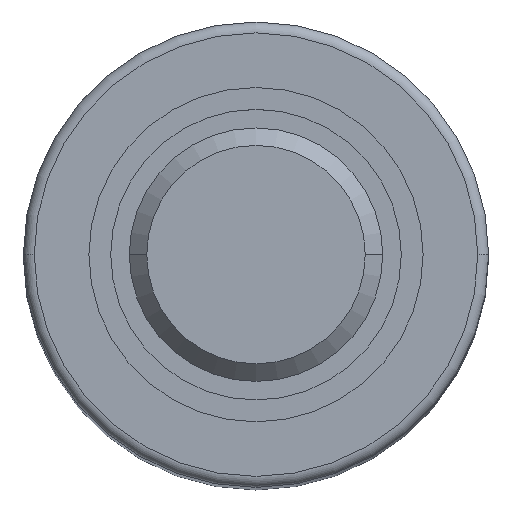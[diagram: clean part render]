
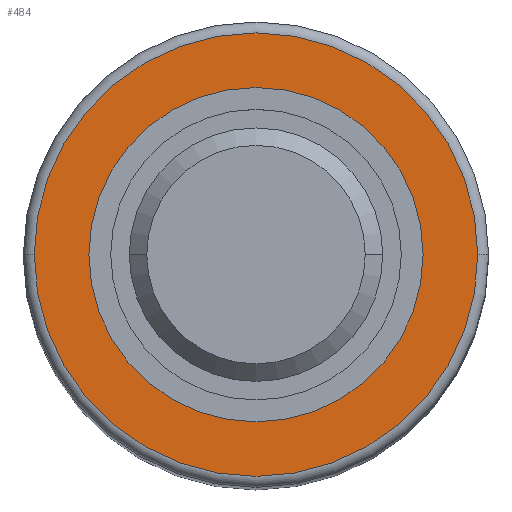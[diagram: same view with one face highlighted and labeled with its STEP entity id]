
A CAD part, top view. The second image highlights one B-rep face of the part: STEP entity #484.
In plain terms, the highlighted planar face has unit normal (0, 0, 1).
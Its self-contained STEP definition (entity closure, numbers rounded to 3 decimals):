
#32 = EDGE_CURVE ( 'NONE', #628, #176, #121, .T. ) ;
#39 = CIRCLE ( 'NONE', #440, 10.15 ) ;
#68 = CARTESIAN_POINT ( 'NONE',  ( 0., 0., 70.4 ) ) ;
#74 = ORIENTED_EDGE ( 'NONE', *, *, #32, .T. ) ;
#98 = FACE_OUTER_BOUND ( 'NONE', #435, .T. ) ;
#108 = DIRECTION ( 'NONE',  ( 1., 0., 0. ) ) ;
#109 = CARTESIAN_POINT ( 'NONE',  ( -10.15, 0., 70.4 ) ) ;
#121 = CIRCLE ( 'NONE', #538, 10.15 ) ;
#132 = DIRECTION ( 'NONE',  ( 1., 0., 0. ) ) ;
#134 = DIRECTION ( 'NONE',  ( 1., 0., 0. ) ) ;
#139 = DIRECTION ( 'NONE',  ( 0., 0., 1. ) ) ;
#142 = CARTESIAN_POINT ( 'NONE',  ( 0., 0., 70.4 ) ) ;
#157 = DIRECTION ( 'NONE',  ( 1., 0., 0. ) ) ;
#176 = VERTEX_POINT ( 'NONE', #109 ) ;
#217 = DIRECTION ( 'NONE',  ( 0., 0., 1. ) ) ;
#223 = DIRECTION ( 'NONE',  ( 0., 0., 1. ) ) ;
#225 = ORIENTED_EDGE ( 'NONE', *, *, #250, .F. ) ;
#250 = EDGE_CURVE ( 'NONE', #657, #641, #494, .T. ) ;
#275 = CARTESIAN_POINT ( 'NONE',  ( 7.65, 0., 70.4 ) ) ;
#282 = CARTESIAN_POINT ( 'NONE',  ( 10.15, 0., 70.4 ) ) ;
#303 = CIRCLE ( 'NONE', #425, 7.65 ) ;
#305 = CARTESIAN_POINT ( 'NONE',  ( -7.65, 0., 70.4 ) ) ;
#318 = FACE_BOUND ( 'NONE', #335, .T. ) ;
#335 = EDGE_LOOP ( 'NONE', ( #340, #225 ) ) ;
#340 = ORIENTED_EDGE ( 'NONE', *, *, #581, .F. ) ;
#425 = AXIS2_PLACEMENT_3D ( 'NONE', #68, #223, #638 ) ;
#435 = EDGE_LOOP ( 'NONE', ( #74, #563 ) ) ;
#440 = AXIS2_PLACEMENT_3D ( 'NONE', #629, #679, #108 ) ;
#458 = DIRECTION ( 'NONE',  ( 0., 0., 1. ) ) ;
#467 = AXIS2_PLACEMENT_3D ( 'NONE', #554, #139, #134 ) ;
#484 = ADVANCED_FACE ( 'NONE', ( #98, #318 ), #672, .T. ) ;
#494 = CIRCLE ( 'NONE', #467, 7.65 ) ;
#509 = EDGE_CURVE ( 'NONE', #176, #628, #39, .T. ) ;
#538 = AXIS2_PLACEMENT_3D ( 'NONE', #142, #458, #132 ) ;
#554 = CARTESIAN_POINT ( 'NONE',  ( 0., 0., 70.4 ) ) ;
#563 = ORIENTED_EDGE ( 'NONE', *, *, #509, .T. ) ;
#579 = CARTESIAN_POINT ( 'NONE',  ( 0., 0., 70.4 ) ) ;
#581 = EDGE_CURVE ( 'NONE', #641, #657, #303, .T. ) ;
#628 = VERTEX_POINT ( 'NONE', #282 ) ;
#629 = CARTESIAN_POINT ( 'NONE',  ( 0., 0., 70.4 ) ) ;
#638 = DIRECTION ( 'NONE',  ( 1., 0., 0. ) ) ;
#641 = VERTEX_POINT ( 'NONE', #275 ) ;
#653 = AXIS2_PLACEMENT_3D ( 'NONE', #579, #217, #157 ) ;
#657 = VERTEX_POINT ( 'NONE', #305 ) ;
#672 = PLANE ( 'NONE',  #653 ) ;
#679 = DIRECTION ( 'NONE',  ( 0., 0., 1. ) ) ;
